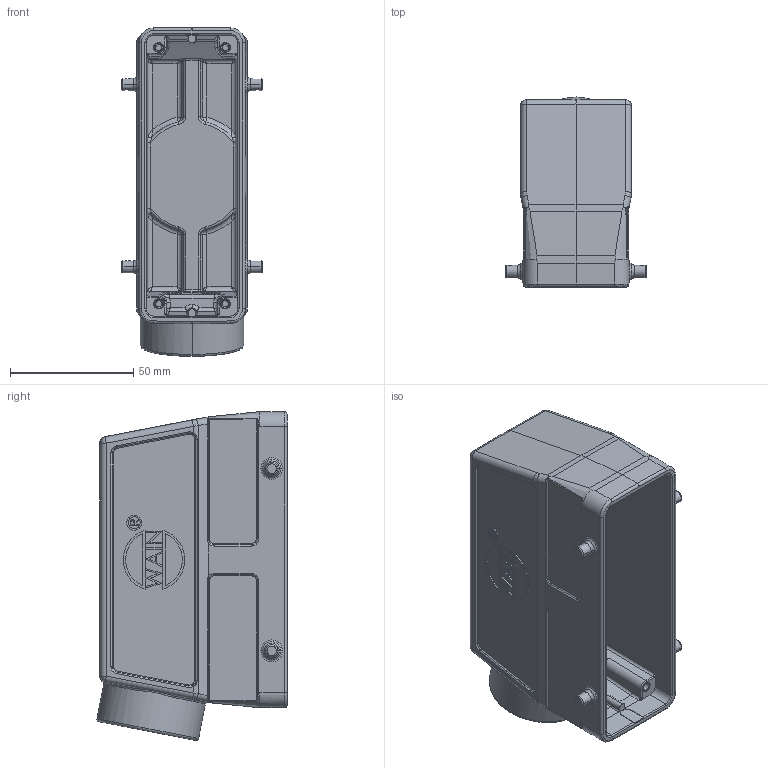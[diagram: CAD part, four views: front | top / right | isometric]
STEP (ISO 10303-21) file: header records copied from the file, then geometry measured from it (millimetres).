
FILE_DESCRIPTION((''),'2;1');
FILE_NAME('PRT0001','2019-03-12T',('sh.ye'),(''),'PRO/ENGINEER BY PARAMETRIC TECHNOLOGY CORPORATION, 2015240','PRO/ENGINEER BY PARAMETRIC TECHNOLOGY CORPORATION, 2015240','');
FILE_SCHEMA(('AUTOMOTIVE_DESIGN { 1 0 10303 214 1 1 1 1 }'));
Length unit declared in the file: millimetre
Products named in the file (1): PRT0001
Bounding box: 57 x 77.14 x 133.44 mm (x, y, z)
Volume: 106836.4 mm3; surface area: 56721.2 mm2
Topology: 1 solids, 1 shells, 733 faces, 1778 edges, 1059 vertices
Faces by surface type: plane 237, cylinder 197, bspline 142, torus 91, cone 48, extrusion 10, sphere 8
Entity records: 29691 total; most frequent: CARTESIAN_POINT 13527, ORIENTED_EDGE 3500, DIRECTION 3046, EDGE_CURVE 1750, AXIS2_PLACEMENT_3D 1125, VERTEX_POINT 1059, VECTOR 796, LINE 786
